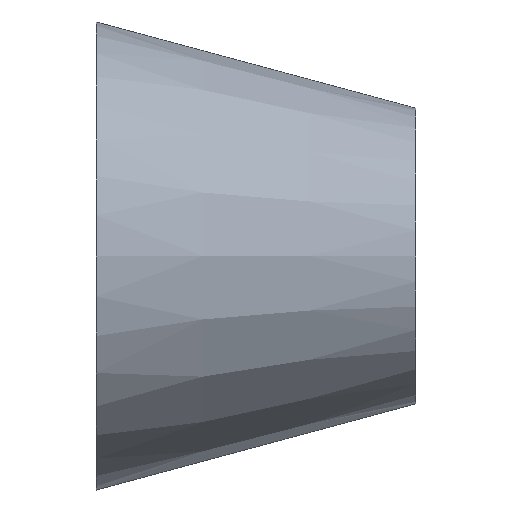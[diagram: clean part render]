
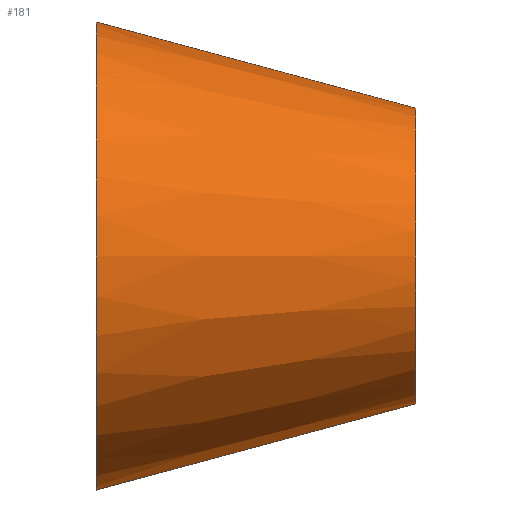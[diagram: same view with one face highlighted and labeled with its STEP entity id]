
A CAD part, front view. The second image highlights one B-rep face of the part: STEP entity #181.
In plain terms, the highlighted conical face has half-angle 15.086 degrees and reference radius 10.65 mm.
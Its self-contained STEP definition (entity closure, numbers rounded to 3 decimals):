
#20 = VERTEX_POINT ( 'NONE', #105 ) ;
#25 = CARTESIAN_POINT ( 'NONE',  ( 23., 0., 0. ) ) ;
#30 = DIRECTION ( 'NONE',  ( 0., 0., 1. ) ) ;
#35 = ORIENTED_EDGE ( 'NONE', *, *, #55, .T. ) ;
#42 = EDGE_CURVE ( 'NONE', #160, #20, #133, .T. ) ;
#44 = VECTOR ( 'NONE', #127, 1000. ) ;
#54 = CARTESIAN_POINT ( 'NONE',  ( 0., 0., -16.85 ) ) ;
#55 = EDGE_CURVE ( 'NONE', #160, #107, #128, .T. ) ;
#66 = CARTESIAN_POINT ( 'NONE',  ( 23., 0., -10.65 ) ) ;
#71 = CARTESIAN_POINT ( 'NONE',  ( 0., 0., 0. ) ) ;
#76 = CARTESIAN_POINT ( 'NONE',  ( 23., 0., 0. ) ) ;
#77 = CARTESIAN_POINT ( 'NONE',  ( 0., 0., 16.85 ) ) ;
#78 = DIRECTION ( 'NONE',  ( 0., 0., -1. ) ) ;
#84 = AXIS2_PLACEMENT_3D ( 'NONE', #71, #176, #163 ) ;
#93 = CARTESIAN_POINT ( 'NONE',  ( 23., 0., 10.65 ) ) ;
#105 = CARTESIAN_POINT ( 'NONE',  ( 23., 0., -10.65 ) ) ;
#107 = VERTEX_POINT ( 'NONE', #77 ) ;
#112 = DIRECTION ( 'NONE',  ( -0.966, 0., -0.26 ) ) ;
#113 = ORIENTED_EDGE ( 'NONE', *, *, #42, .F. ) ;
#119 = AXIS2_PLACEMENT_3D ( 'NONE', #25, #198, #30 ) ;
#125 = VERTEX_POINT ( 'NONE', #54 ) ;
#127 = DIRECTION ( 'NONE',  ( -0.966, 0., 0.26 ) ) ;
#128 = LINE ( 'NONE', #188, #44 ) ;
#133 = CIRCLE ( 'NONE', #190, 10.65 ) ;
#138 = ORIENTED_EDGE ( 'NONE', *, *, #200, .T. ) ;
#158 = EDGE_CURVE ( 'NONE', #20, #125, #174, .T. ) ;
#160 = VERTEX_POINT ( 'NONE', #93 ) ;
#163 = DIRECTION ( 'NONE',  ( 0., 0., -1. ) ) ;
#174 = LINE ( 'NONE', #66, #192 ) ;
#176 = DIRECTION ( 'NONE',  ( 1., 0., 0. ) ) ;
#181 = ADVANCED_FACE ( 'NONE', ( #222 ), #195, .T. ) ;
#188 = CARTESIAN_POINT ( 'NONE',  ( 23., 0., 10.65 ) ) ;
#190 = AXIS2_PLACEMENT_3D ( 'NONE', #76, #234, #78 ) ;
#192 = VECTOR ( 'NONE', #112, 1000. ) ;
#195 = CONICAL_SURFACE ( 'NONE', #119, 10.65, 0.263 ) ;
#198 = DIRECTION ( 'NONE',  ( -1., 0., 0. ) ) ;
#199 = CIRCLE ( 'NONE', #84, 16.85 ) ;
#200 = EDGE_CURVE ( 'NONE', #107, #125, #199, .T. ) ;
#212 = ORIENTED_EDGE ( 'NONE', *, *, #158, .F. ) ;
#222 = FACE_OUTER_BOUND ( 'NONE', #249, .T. ) ;
#234 = DIRECTION ( 'NONE',  ( 1., 0., 0. ) ) ;
#249 = EDGE_LOOP ( 'NONE', ( #212, #113, #35, #138 ) ) ;
